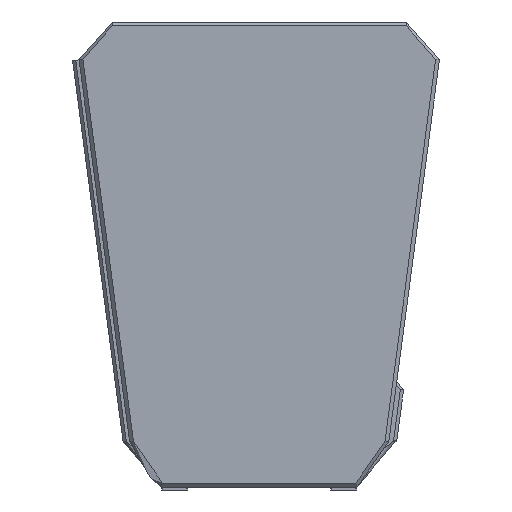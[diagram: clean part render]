
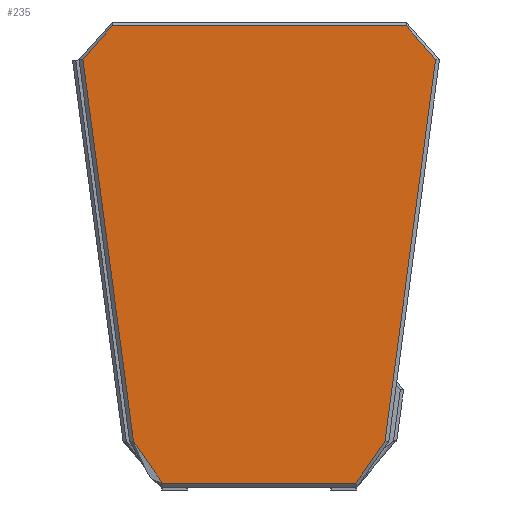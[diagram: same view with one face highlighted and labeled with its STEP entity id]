
A CAD part, left-side view. The second image highlights one B-rep face of the part: STEP entity #235.
In plain terms, the highlighted planar face has unit normal (-1, 0, 0).
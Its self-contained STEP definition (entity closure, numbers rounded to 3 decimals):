
#235=ADVANCED_FACE('',(#388),#2194,.T.);
#388=FACE_OUTER_BOUND('',#541,.T.);
#541=EDGE_LOOP('',(#1215,#1216,#1217,#1218,#1219,#1220,#1221,#1222));
#1215=ORIENTED_EDGE('',*,*,#1603,.F.);
#1216=ORIENTED_EDGE('',*,*,#1602,.F.);
#1217=ORIENTED_EDGE('',*,*,#1601,.F.);
#1218=ORIENTED_EDGE('',*,*,#1600,.F.);
#1219=ORIENTED_EDGE('',*,*,#1599,.F.);
#1220=ORIENTED_EDGE('',*,*,#1598,.F.);
#1221=ORIENTED_EDGE('',*,*,#1604,.F.);
#1222=ORIENTED_EDGE('',*,*,#1597,.T.);
#1597=EDGE_CURVE('',#2159,#2160,#1924,.T.);
#1598=EDGE_CURVE('',#2164,#2165,#1925,.T.);
#1599=EDGE_CURVE('',#2165,#2166,#1926,.T.);
#1600=EDGE_CURVE('',#2166,#2163,#1927,.T.);
#1601=EDGE_CURVE('',#2163,#2161,#1928,.T.);
#1602=EDGE_CURVE('',#2161,#2162,#1929,.T.);
#1603=EDGE_CURVE('',#2162,#2160,#1930,.T.);
#1604=EDGE_CURVE('',#2159,#2164,#1931,.T.);
#1924=(
BOUNDED_CURVE()
B_SPLINE_CURVE(1,(#5896,#5897),.UNSPECIFIED.,.F.,.F.)
B_SPLINE_CURVE_WITH_KNOTS((2,2),(2.934,597.17),
 .UNSPECIFIED.)
CURVE()
GEOMETRIC_REPRESENTATION_ITEM()
RATIONAL_B_SPLINE_CURVE((1.,1.))
REPRESENTATION_ITEM('')
);
#1925=(
BOUNDED_CURVE()
B_SPLINE_CURVE(1,(#5898,#5899),.UNSPECIFIED.,.F.,.F.)
B_SPLINE_CURVE_WITH_KNOTS((2,2),(0.,1184.771),
 .UNSPECIFIED.)
CURVE()
GEOMETRIC_REPRESENTATION_ITEM()
RATIONAL_B_SPLINE_CURVE((1.,1.))
REPRESENTATION_ITEM('')
);
#1926=(
BOUNDED_CURVE()
B_SPLINE_CURVE(3,(#5900,#5901,#5902,#5903,#5904,#5905,#5906),
 .UNSPECIFIED.,.F.,.F.)
B_SPLINE_CURVE_WITH_KNOTS((4,1,1,1,4),(0.,38.733,
77.466,116.199,154.933),.UNSPECIFIED.)
CURVE()
GEOMETRIC_REPRESENTATION_ITEM()
RATIONAL_B_SPLINE_CURVE((1.,1.,1.,1.,1.,1.,1.))
REPRESENTATION_ITEM('')
);
#1927=(
BOUNDED_CURVE()
B_SPLINE_CURVE(1,(#5907,#5908),.UNSPECIFIED.,.F.,.F.)
B_SPLINE_CURVE_WITH_KNOTS((2,2),(0.,903.994),
 .UNSPECIFIED.)
CURVE()
GEOMETRIC_REPRESENTATION_ITEM()
RATIONAL_B_SPLINE_CURVE((1.,1.))
REPRESENTATION_ITEM('')
);
#1928=(
BOUNDED_CURVE()
B_SPLINE_CURVE(3,(#5909,#5910,#5911,#5912,#5913,#5914,#5915),
 .UNSPECIFIED.,.F.,.F.)
B_SPLINE_CURVE_WITH_KNOTS((4,1,1,1,4),(0.,38.733,77.466,
116.199,154.933),.UNSPECIFIED.)
CURVE()
GEOMETRIC_REPRESENTATION_ITEM()
RATIONAL_B_SPLINE_CURVE((1.,1.,1.,1.,1.,1.,
1.))
REPRESENTATION_ITEM('')
);
#1929=(
BOUNDED_CURVE()
B_SPLINE_CURVE(1,(#5916,#5917),.UNSPECIFIED.,.F.,.F.)
B_SPLINE_CURVE_WITH_KNOTS((2,2),(0.,1184.771),
 .UNSPECIFIED.)
CURVE()
GEOMETRIC_REPRESENTATION_ITEM()
RATIONAL_B_SPLINE_CURVE((1.,1.))
REPRESENTATION_ITEM('')
);
#1930=(
BOUNDED_CURVE()
B_SPLINE_CURVE(3,(#5918,#5919,#5920,#5921,#5922,#5923,#5924,#5925,#5926,
#5927),.UNSPECIFIED.,.F.,.F.)
B_SPLINE_CURVE_WITH_KNOTS((4,3,3,4),(0.,61.354,122.934,
162.662),.UNSPECIFIED.)
CURVE()
GEOMETRIC_REPRESENTATION_ITEM()
RATIONAL_B_SPLINE_CURVE((1.,1.,1.,1.,
1.,1.,1.,1.,1.,1.))
REPRESENTATION_ITEM('')
);
#1931=(
BOUNDED_CURVE()
B_SPLINE_CURVE(3,(#5928,#5929,#5930,#5931,#5932,#5933,#5934,#5935,#5936,
#5937),.UNSPECIFIED.,.F.,.F.)
B_SPLINE_CURVE_WITH_KNOTS((4,3,3,4),(83.206,122.934,
184.514,245.868),.UNSPECIFIED.)
CURVE()
GEOMETRIC_REPRESENTATION_ITEM()
RATIONAL_B_SPLINE_CURVE((1.,1.,1.,1.,1.,1.,1.,1.,1.,1.))
REPRESENTATION_ITEM('')
);
#2159=VERTEX_POINT('',#5862);
#2160=VERTEX_POINT('',#5863);
#2161=VERTEX_POINT('',#5864);
#2162=VERTEX_POINT('',#5865);
#2163=VERTEX_POINT('',#5866);
#2164=VERTEX_POINT('',#5867);
#2165=VERTEX_POINT('',#5868);
#2166=VERTEX_POINT('',#5869);
#2194=PLANE('',#2424);
#2424=AXIS2_PLACEMENT_3D('',#5757,#2452,$);
#2452=DIRECTION('',(-1.,0.,0.));
#5757=CARTESIAN_POINT('',(-475.,-693.746,-192.099));
#5862=CARTESIAN_POINT('',(-475.,297.118,21.));
#5863=CARTESIAN_POINT('',(-475.,-297.118,21.));
#5864=CARTESIAN_POINT('',(-475.,-542.208,1324.043));
#5865=CARTESIAN_POINT('',(-475.,-386.54,149.544));
#5866=CARTESIAN_POINT('',(-475.,-451.997,1427.));
#5867=CARTESIAN_POINT('',(-475.,386.54,149.544));
#5868=CARTESIAN_POINT('',(-475.,542.208,1324.043));
#5869=CARTESIAN_POINT('',(-475.,451.997,1427.));
#5896=CARTESIAN_POINT('',(-475.,297.118,21.));
#5897=CARTESIAN_POINT('',(-475.,-297.118,21.));
#5898=CARTESIAN_POINT('',(-475.,386.54,149.544));
#5899=CARTESIAN_POINT('',(-475.,542.208,1324.043));
#5900=CARTESIAN_POINT('',(-475.,542.208,1324.043));
#5901=CARTESIAN_POINT('',(-475.,543.914,1336.841));
#5902=CARTESIAN_POINT('',(-475.,541.766,1363.167));
#5903=CARTESIAN_POINT('',(-475.,522.544,1397.814));
#5904=CARTESIAN_POINT('',(-475.,490.723,1421.422));
#5905=CARTESIAN_POINT('',(-475.,464.908,1427.01));
#5906=CARTESIAN_POINT('',(-475.,451.997,1427.));
#5907=CARTESIAN_POINT('',(-475.,451.997,1427.));
#5908=CARTESIAN_POINT('',(-475.,-451.997,1427.));
#5909=CARTESIAN_POINT('',(-475.,-451.997,1427.));
#5910=CARTESIAN_POINT('',(-475.,-464.908,1427.01));
#5911=CARTESIAN_POINT('',(-475.,-490.723,1421.422));
#5912=CARTESIAN_POINT('',(-475.,-522.544,1397.814));
#5913=CARTESIAN_POINT('',(-475.,-541.766,1363.167));
#5914=CARTESIAN_POINT('',(-475.,-543.914,1336.841));
#5915=CARTESIAN_POINT('',(-475.,-542.208,1324.043));
#5916=CARTESIAN_POINT('',(-475.,-542.208,1324.043));
#5917=CARTESIAN_POINT('',(-475.,-386.54,149.544));
#5918=CARTESIAN_POINT('',(-475.,-386.54,149.544));
#5919=CARTESIAN_POINT('',(-475.,-383.862,129.268));
#5920=CARTESIAN_POINT('',(-475.,-377.492,109.485));
#5921=CARTESIAN_POINT('',(-475.,-367.851,91.45));
#5922=CARTESIAN_POINT('',(-475.,-358.174,73.349));
#5923=CARTESIAN_POINT('',(-475.,-345.203,57.008));
#5924=CARTESIAN_POINT('',(-475.,-329.765,43.482));
#5925=CARTESIAN_POINT('',(-475.,-319.806,34.755));
#5926=CARTESIAN_POINT('',(-475.,-308.82,27.2));
#5927=CARTESIAN_POINT('',(-475.,-297.118,21.));
#5928=CARTESIAN_POINT('',(-475.,297.118,21.));
#5929=CARTESIAN_POINT('',(-475.,308.82,27.2));
#5930=CARTESIAN_POINT('',(-475.,319.806,34.755));
#5931=CARTESIAN_POINT('',(-475.,329.765,43.482));
#5932=CARTESIAN_POINT('',(-475.,345.203,57.008));
#5933=CARTESIAN_POINT('',(-475.,358.174,73.349));
#5934=CARTESIAN_POINT('',(-475.,367.851,91.45));
#5935=CARTESIAN_POINT('',(-475.,377.492,109.485));
#5936=CARTESIAN_POINT('',(-475.,383.862,129.268));
#5937=CARTESIAN_POINT('',(-475.,386.54,149.544));
